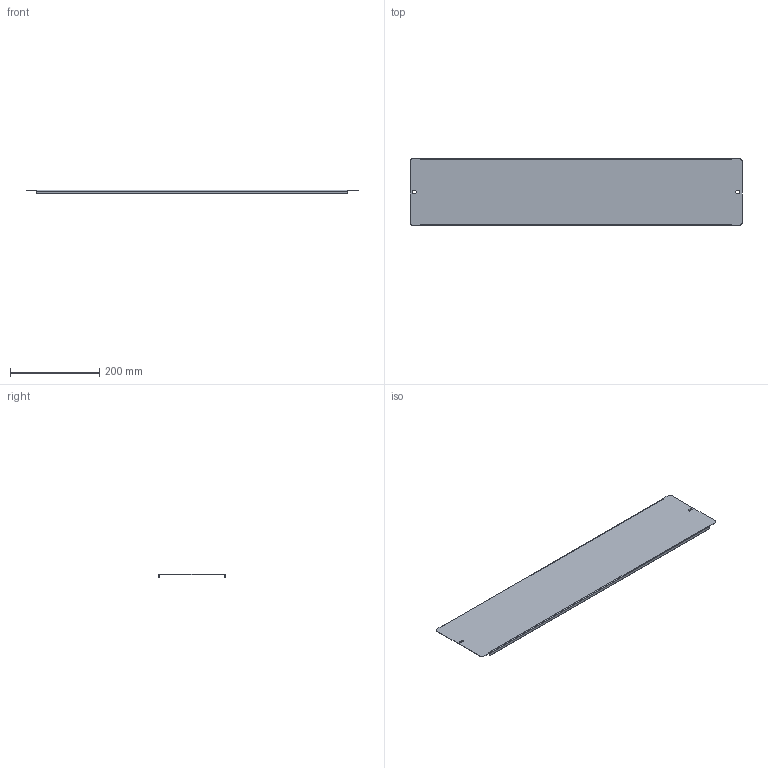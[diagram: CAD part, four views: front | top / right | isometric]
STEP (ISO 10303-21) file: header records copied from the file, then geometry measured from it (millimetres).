
FILE_DESCRIPTION (( 'STEP AP203' ), '1' );
FILE_NAME ('TI-00D-PLG-080 TITAN 眈翴錪 佸 800 IEK.STEP', '2024-02-02T07:05:09', ( '' ), ( '' ), 'SwSTEP 2.0', 'SolidWorks 2022', '' );
FILE_SCHEMA (( 'CONFIG_CONTROL_DESIGN' ));
Length unit declared in the file: millimetre
Products named in the file (1): TI-00D-PLG-080 TITAN Панель ЛГ 800 IEK
Bounding box: 745 x 149.4 x 8 mm (x, y, z)
Volume: 96334.3 mm3; surface area: 242326.9 mm2
Topology: 1 solids, 1 shells, 44 faces, 114 edges, 72 vertices
Faces by surface type: plane 30, cylinder 14
Entity records: 1419 total; most frequent: DIRECTION 236, CARTESIAN_POINT 231, ORIENTED_EDGE 228, EDGE_CURVE 114, VECTOR 82, LINE 82, AXIS2_PLACEMENT_3D 77, VERTEX_POINT 72
